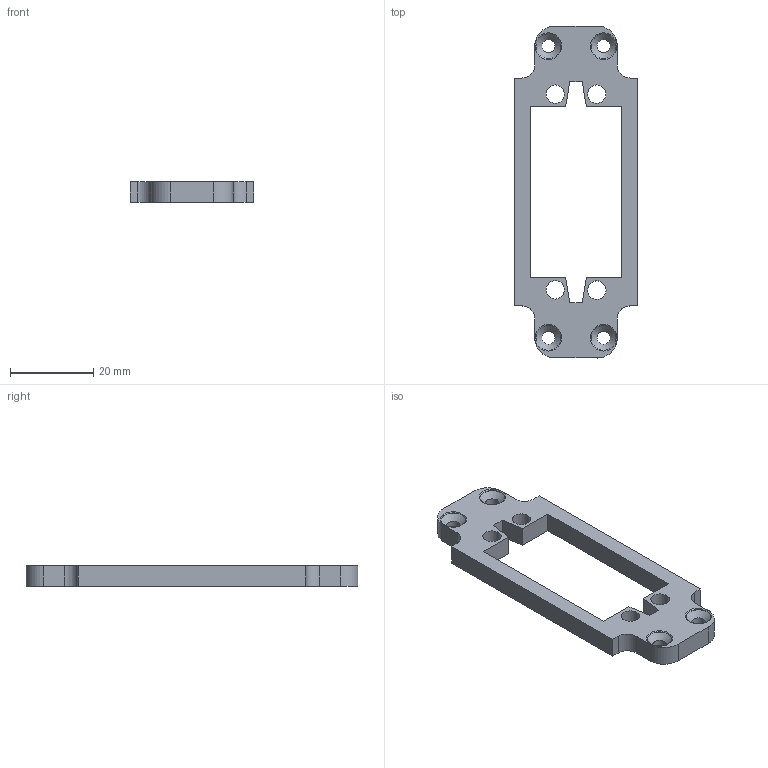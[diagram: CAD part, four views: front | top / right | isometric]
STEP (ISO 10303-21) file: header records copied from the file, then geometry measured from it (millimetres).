
FILE_DESCRIPTION(/* description */ (''),/* implementation_level */ '2;1');
FILE_NAME(/* name */ 'Servo Caddy.step',/* time_stamp */ '2016-10-22T08:16:18+01:00',/* author */ (''),/* organization */ (''),/* preprocessor_version */ 'ST-DEVELOPER v16.5',/* originating_system */ 'Autodesk Translation Framework v5.2.0.2031',/* authorisation */ '');
FILE_SCHEMA (('AUTOMOTIVE_DESIGN { 1 0 10303 214 3 1 1 }'));
Length unit declared in the file: centimetre
Products named in the file (1): Sever Mount v1 v1
Bounding box: 29.7 x 79.7 x 4.9 mm (x, y, z)
Volume: 5139.8 mm3; surface area: 4302.5 mm2
Topology: 1 solids, 1 shells, 54 faces, 144 edges, 92 vertices
Faces by surface type: plane 26, cylinder 20, torus 4, cone 4
Full cylindrical faces by diameter (mm): 3.2 x4, 4.4 x3, 4.462 x1, 6 x4
Entity records: 1643 total; most frequent: DIRECTION 278, CARTESIAN_POINT 271, ORIENTED_EDGE 248, EDGE_CURVE 124, AXIS2_PLACEMENT_3D 99, EDGE_LOOP 92, VERTEX_POINT 92, LINE 80
